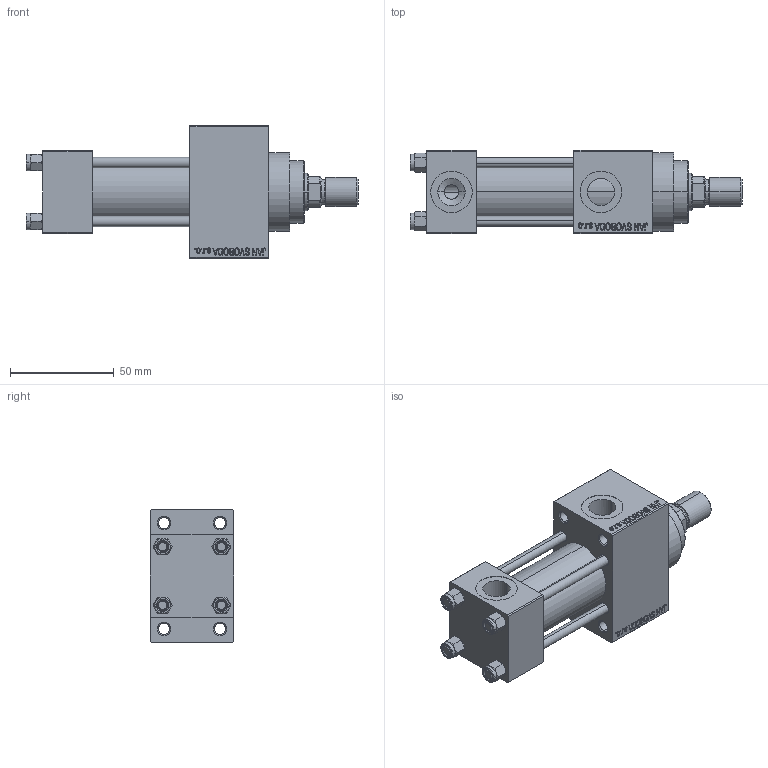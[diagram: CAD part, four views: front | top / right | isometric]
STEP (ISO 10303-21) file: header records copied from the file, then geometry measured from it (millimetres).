
FILE_DESCRIPTION (( 'STEP AP203' ), '1' );
FILE_NAME ('ee9d.STEP', '2022-04-15T08:21:40', ( '' ), ( '' ), 'SwSTEP 2.0', 'SolidWorks 2019', '' );
FILE_SCHEMA (( 'CONFIG_CONTROL_DESIGN' ));
Length unit declared in the file: millimetre
Products named in the file (7): V215CR_D_Body 7ab28f8e469491a27eef8e3f71dec0cb; ROD_END_AH 7ab28f8e469491a27eef8e3f71dec0cb; V215CR_VCP_D 7ab28f8e469491a27eef8e3f71dec0cb; V215_VC_A 7ab28f8e469491a27eef8e3f71dec0cb; ee9d; V215CR_D_TYCINKA 7ab28f8e469491a27eef8e3f71dec0cb; NUT_M5_D 7ab28f8e469491a27eef8e3f71dec0cb
Assembly tree (12 placements, depth 2):
  ee9d
    V215CR_D_Body 7ab28f8e469491a27eef8e3f71dec0cb
    V215CR_VCP_D 7ab28f8e469491a27eef8e3f71dec0cb
    NUT_M5_D 7ab28f8e469491a27eef8e3f71dec0cb  x4
    V215CR_D_TYCINKA 7ab28f8e469491a27eef8e3f71dec0cb  x4
    V215_VC_A 7ab28f8e469491a27eef8e3f71dec0cb
    ROD_END_AH 7ab28f8e469491a27eef8e3f71dec0cb
Bounding box: 160 x 40 x 64 mm (x, y, z)
Volume: 181794.5 mm3; surface area: 65755.6 mm2
Topology: 12 solids, 12 shells, 1115 faces, 2770 edges, 1791 vertices
Faces by surface type: plane 499, bspline 368, cone 148, cylinder 90, torus 10
Entity records: 47571 total; most frequent: CARTESIAN_POINT 25092, ORIENTED_EDGE 5032, DIRECTION 3252, EDGE_CURVE 2516, VERTEX_POINT 1647, LINE 1510, VECTOR 1510, EDGE_LOOP 1127
